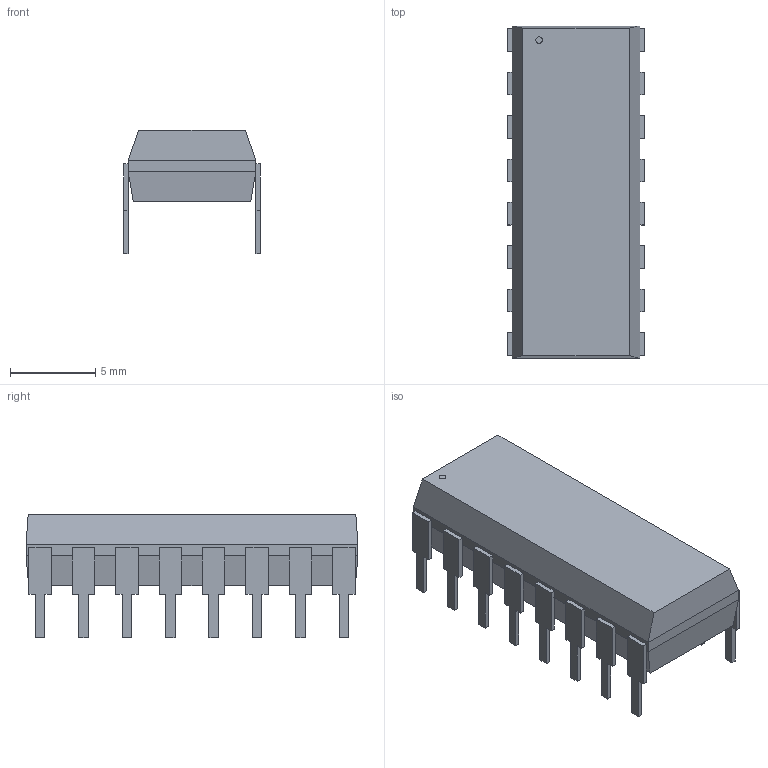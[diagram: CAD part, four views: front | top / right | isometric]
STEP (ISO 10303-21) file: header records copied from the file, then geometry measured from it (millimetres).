
FILE_DESCRIPTION(('STEP AP214'),'1');
FILE_NAME('21-0043D_16_MXM','2024-03-08T09:38:59',(''),(''),'','','');
FILE_SCHEMA(('AUTOMOTIVE_DESIGN'));
Length unit declared in the file: millimetre
Products named in the file (1): product
Bounding box: 7.99 x 19.43 x 7.24 mm (x, y, z)
Volume: 594.9 mm3; surface area: 692.5 mm2
Topology: 18 solids, 18 shells, 209 faces, 511 edges, 338 vertices
Faces by surface type: plane 208, cylinder 1
Full cylindrical faces by diameter (mm): 0.374 x1
Entity records: 5837 total; most frequent: ORIENTED_EDGE 1020, DIRECTION 934, CARTESIAN_POINT 551, EDGE_CURVE 510, LINE 508, VECTOR 508, VERTEX_POINT 338, AXIS2_PLACEMENT_3D 213
